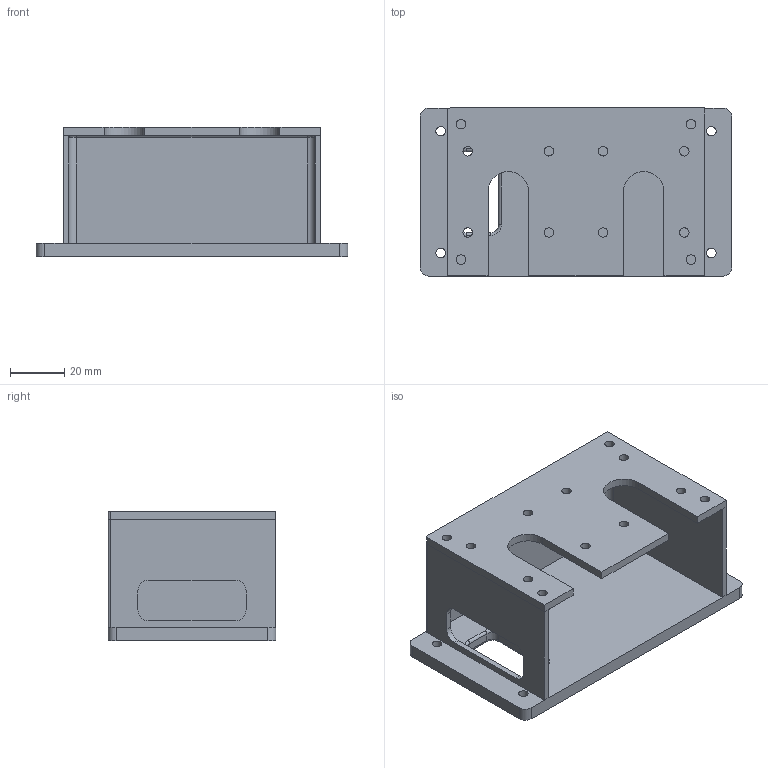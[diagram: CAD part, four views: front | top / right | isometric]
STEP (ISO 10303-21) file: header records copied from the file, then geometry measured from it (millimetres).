
FILE_DESCRIPTION(('FreeCAD Model'),'2;1');
FILE_NAME('Open CASCADE Shape Model','2024-08-19T18:01:08',(''),(''), 'Open CASCADE STEP processor 7.6','FreeCAD','Unknown');
FILE_SCHEMA(('AUTOMOTIVE_DESIGN { 1 0 10303 214 1 1 1 1 }'));
Length unit declared in the file: millimetre
Products named in the file (1): Fillet005
Bounding box: 115 x 62 x 48 mm (x, y, z)
Volume: 63391.4 mm3; surface area: 42011.7 mm2
Topology: 1 solids, 1 shells, 91 faces, 237 edges, 148 vertices
Faces by surface type: cylinder 45, plane 36, torus 10
Full cylindrical faces by diameter (mm): 3.5 x16
Entity records: 2884 total; most frequent: DIRECTION 520, CARTESIAN_POINT 477, ORIENTED_EDGE 474, EDGE_CURVE 237, AXIS2_PLACEMENT_3D 191, VERTEX_POINT 148, LINE 138, VECTOR 138
